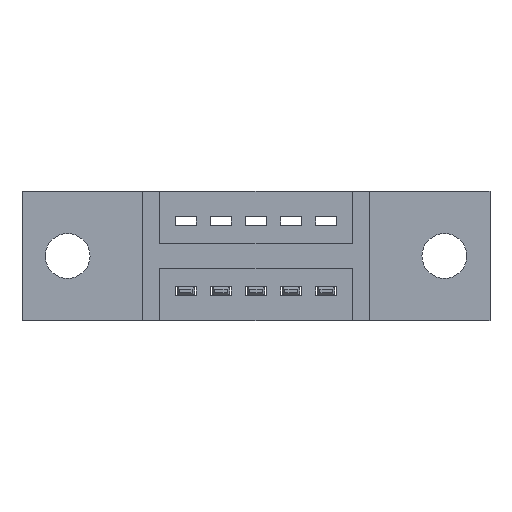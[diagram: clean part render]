
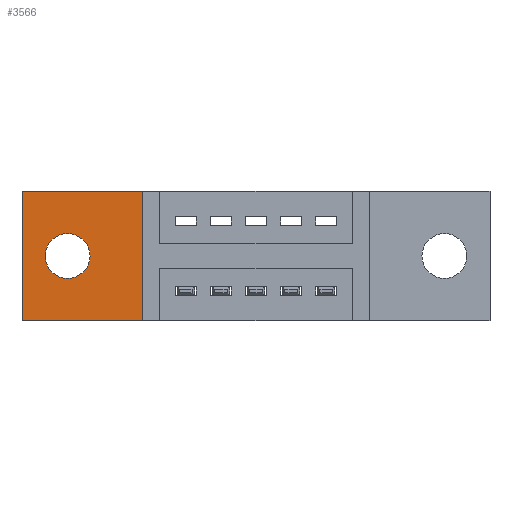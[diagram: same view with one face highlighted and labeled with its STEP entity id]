
A CAD part, front view. The second image highlights one B-rep face of the part: STEP entity #3566.
In plain terms, the highlighted planar face has unit normal (0, -1, 0).
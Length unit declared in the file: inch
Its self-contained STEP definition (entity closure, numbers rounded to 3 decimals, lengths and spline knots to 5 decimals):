
#10 = EDGE_CURVE ( 'NONE', #2469, #1545, #4245, .T. ) ;
#192 = DIRECTION ( 'NONE',  ( 0., 0., -1. ) ) ;
#436 = CARTESIAN_POINT ( 'NONE',  ( 0.13, 0.17, -0.121 ) ) ;
#585 = DIRECTION ( 'NONE',  ( 0., 0., -1. ) ) ;
#716 = DIRECTION ( 'NONE',  ( 1., 0., 0. ) ) ;
#958 = VERTEX_POINT ( 'NONE', #1227 ) ;
#1079 = ORIENTED_EDGE ( 'NONE', *, *, #7495, .T. ) ;
#1130 = LINE ( 'NONE', #2634, #4206 ) ;
#1227 = CARTESIAN_POINT ( 'NONE',  ( 0.3425, 0.17, -0.37 ) ) ;
#1289 = DIRECTION ( 'NONE',  ( 0., -1., 0. ) ) ;
#1311 = CARTESIAN_POINT ( 'NONE',  ( 0., 0.17, 0. ) ) ;
#1330 = FACE_BOUND ( 'NONE', #2899, .T. ) ;
#1545 = VERTEX_POINT ( 'NONE', #436 ) ;
#1779 = AXIS2_PLACEMENT_3D ( 'NONE', #2553, #7255, #585 ) ;
#1847 = VECTOR ( 'NONE', #6715, 39.37008 ) ;
#1898 = ORIENTED_EDGE ( 'NONE', *, *, #10, .F. ) ;
#2348 = ORIENTED_EDGE ( 'NONE', *, *, #8354, .T. ) ;
#2469 = VERTEX_POINT ( 'NONE', #4924 ) ;
#2553 = CARTESIAN_POINT ( 'NONE',  ( 0.13, 0.17, -0.185 ) ) ;
#2634 = CARTESIAN_POINT ( 'NONE',  ( 0., 0.17, -0.37 ) ) ;
#2663 = AXIS2_PLACEMENT_3D ( 'NONE', #8243, #4269, #192 ) ;
#2715 = VERTEX_POINT ( 'NONE', #7299 ) ;
#2770 = EDGE_CURVE ( 'NONE', #1545, #2469, #7645, .T. ) ;
#2899 = EDGE_LOOP ( 'NONE', ( #7446, #1898 ) ) ;
#3010 = DIRECTION ( 'NONE',  ( 0., 0., 1. ) ) ;
#3135 = CARTESIAN_POINT ( 'NONE',  ( 0., 0.17, 0. ) ) ;
#3160 = CARTESIAN_POINT ( 'NONE',  ( 0.3425, 0.17, 0. ) ) ;
#3345 = EDGE_CURVE ( 'NONE', #8139, #2715, #7735, .T. ) ;
#3566 = ADVANCED_FACE ( 'NONE', ( #1330, #7941 ), #8355, .T. ) ;
#4055 = EDGE_LOOP ( 'NONE', ( #7722, #6076, #1079, #2348 ) ) ;
#4067 = AXIS2_PLACEMENT_3D ( 'NONE', #5333, #1289, #7887 ) ;
#4072 = VERTEX_POINT ( 'NONE', #3160 ) ;
#4206 = VECTOR ( 'NONE', #716, 39.37008 ) ;
#4245 = CIRCLE ( 'NONE', #1779, 0.064 ) ;
#4269 = DIRECTION ( 'NONE',  ( 0., -1., 0. ) ) ;
#4663 = CARTESIAN_POINT ( 'NONE',  ( 0., 0.17, 0. ) ) ;
#4924 = CARTESIAN_POINT ( 'NONE',  ( 0.13, 0.17, -0.249 ) ) ;
#5333 = CARTESIAN_POINT ( 'NONE',  ( 0.13, 0.17, -0.185 ) ) ;
#5485 = EDGE_CURVE ( 'NONE', #2715, #958, #1130, .T. ) ;
#5688 = CARTESIAN_POINT ( 'NONE',  ( 0.3425, 0.17, 0. ) ) ;
#6076 = ORIENTED_EDGE ( 'NONE', *, *, #5485, .T. ) ;
#6715 = DIRECTION ( 'NONE',  ( 0., 0., -1. ) ) ;
#6900 = VECTOR ( 'NONE', #3010, 39.37008 ) ;
#7255 = DIRECTION ( 'NONE',  ( 0., -1., 0. ) ) ;
#7299 = CARTESIAN_POINT ( 'NONE',  ( 0., 0.17, -0.37 ) ) ;
#7402 = DIRECTION ( 'NONE',  ( -1., 0., 0. ) ) ;
#7446 = ORIENTED_EDGE ( 'NONE', *, *, #2770, .F. ) ;
#7495 = EDGE_CURVE ( 'NONE', #958, #4072, #8032, .T. ) ;
#7645 = CIRCLE ( 'NONE', #4067, 0.064 ) ;
#7722 = ORIENTED_EDGE ( 'NONE', *, *, #3345, .T. ) ;
#7735 = LINE ( 'NONE', #1311, #1847 ) ;
#7805 = VECTOR ( 'NONE', #7402, 39.37008 ) ;
#7887 = DIRECTION ( 'NONE',  ( 0., 0., -1. ) ) ;
#7941 = FACE_OUTER_BOUND ( 'NONE', #4055, .T. ) ;
#8032 = LINE ( 'NONE', #5688, #6900 ) ;
#8139 = VERTEX_POINT ( 'NONE', #3135 ) ;
#8243 = CARTESIAN_POINT ( 'NONE',  ( 0., 0.17, -0.37 ) ) ;
#8318 = LINE ( 'NONE', #4663, #7805 ) ;
#8354 = EDGE_CURVE ( 'NONE', #4072, #8139, #8318, .T. ) ;
#8355 = PLANE ( 'NONE',  #2663 ) ;
